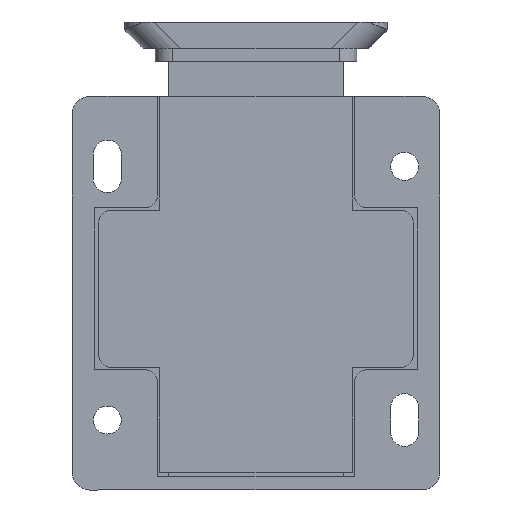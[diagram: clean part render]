
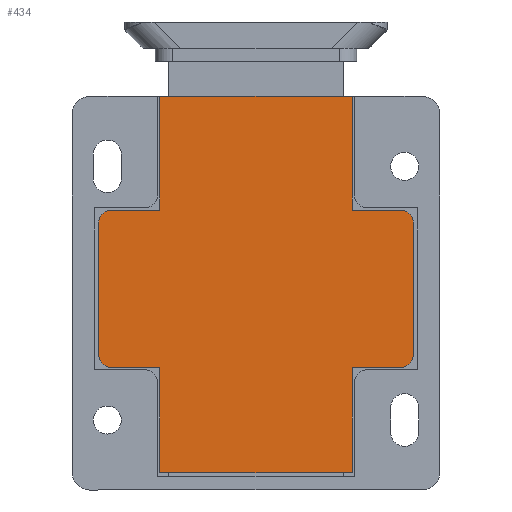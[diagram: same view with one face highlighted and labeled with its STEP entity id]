
A CAD part, front view. The second image highlights one B-rep face of the part: STEP entity #434.
In plain terms, the highlighted face is planar.
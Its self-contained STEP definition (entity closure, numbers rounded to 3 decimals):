
#143 = VERTEX_POINT ( 'NONE', #6706 ) ;
#194 = VERTEX_POINT ( 'NONE', #2509 ) ;
#424 = EDGE_CURVE ( 'NONE', #6923, #6201, #5725, .T. ) ;
#434 = ADVANCED_FACE ( 'NONE', ( #2544 ), #2418, .F. ) ;
#447 = CIRCLE ( 'NONE', #4413, 1.5 ) ;
#706 = EDGE_CURVE ( 'NONE', #1305, #1499, #1240, .T. ) ;
#745 = CARTESIAN_POINT ( 'NONE',  ( 11., -14., 0. ) ) ;
#800 = EDGE_CURVE ( 'NONE', #194, #817, #7165, .T. ) ;
#817 = VERTEX_POINT ( 'NONE', #2617 ) ;
#845 = LINE ( 'NONE', #2332, #6772 ) ;
#858 = DIRECTION ( 'NONE',  ( -1., 0., 0. ) ) ;
#936 = EDGE_CURVE ( 'NONE', #4397, #143, #1521, .T. ) ;
#1029 = LINE ( 'NONE', #5245, #5577 ) ;
#1033 = DIRECTION ( 'NONE',  ( -1., 0., 0. ) ) ;
#1143 = VERTEX_POINT ( 'NONE', #2135 ) ;
#1147 = DIRECTION ( 'NONE',  ( 0., -1., 0. ) ) ;
#1173 = ORIENTED_EDGE ( 'NONE', *, *, #3289, .T. ) ;
#1240 = LINE ( 'NONE', #1925, #4229 ) ;
#1292 = ORIENTED_EDGE ( 'NONE', *, *, #4621, .F. ) ;
#1305 = VERTEX_POINT ( 'NONE', #5614 ) ;
#1312 = VECTOR ( 'NONE', #2767, 1000. ) ;
#1382 = CARTESIAN_POINT ( 'NONE',  ( -18., -15.5, 0. ) ) ;
#1499 = VERTEX_POINT ( 'NONE', #6308 ) ;
#1516 = DIRECTION ( 'NONE',  ( 0., 0., -1. ) ) ;
#1521 = LINE ( 'NONE', #2588, #2921 ) ;
#1542 = ORIENTED_EDGE ( 'NONE', *, *, #2797, .F. ) ;
#1583 = VERTEX_POINT ( 'NONE', #6435 ) ;
#1590 = CARTESIAN_POINT ( 'NONE',  ( -11., 0., 0. ) ) ;
#1645 = DIRECTION ( 'NONE',  ( -1., 0., 0. ) ) ;
#1730 = CARTESIAN_POINT ( 'NONE',  ( -11., 0., 0. ) ) ;
#1772 = VERTEX_POINT ( 'NONE', #2755 ) ;
#1811 = EDGE_CURVE ( 'NONE', #6923, #2552, #4317, .T. ) ;
#1825 = CARTESIAN_POINT ( 'NONE',  ( 0., -45., 0. ) ) ;
#1896 = DIRECTION ( 'NONE',  ( 1., 0., 0. ) ) ;
#1925 = CARTESIAN_POINT ( 'NONE',  ( 0., -32., 0. ) ) ;
#1997 = DIRECTION ( 'NONE',  ( 0., 0., 1. ) ) ;
#2085 = VECTOR ( 'NONE', #858, 1000. ) ;
#2112 = VERTEX_POINT ( 'NONE', #7197 ) ;
#2135 = CARTESIAN_POINT ( 'NONE',  ( 11., -45., 0. ) ) ;
#2161 = DIRECTION ( 'NONE',  ( 0., 0., -1. ) ) ;
#2179 = LINE ( 'NONE', #1730, #6699 ) ;
#2225 = ORIENTED_EDGE ( 'NONE', *, *, #4448, .F. ) ;
#2231 = VECTOR ( 'NONE', #6092, 1000. ) ;
#2284 = CARTESIAN_POINT ( 'NONE',  ( -16.5, -30.5, 0. ) ) ;
#2305 = DIRECTION ( 'NONE',  ( 0., 1., 0. ) ) ;
#2332 = CARTESIAN_POINT ( 'NONE',  ( 11., 0., 0. ) ) ;
#2333 = EDGE_CURVE ( 'NONE', #817, #4397, #2179, .T. ) ;
#2345 = CARTESIAN_POINT ( 'NONE',  ( 18., 0., 0. ) ) ;
#2415 = LINE ( 'NONE', #3998, #6773 ) ;
#2418 = PLANE ( 'NONE',  #4776 ) ;
#2422 = ORIENTED_EDGE ( 'NONE', *, *, #424, .F. ) ;
#2509 = CARTESIAN_POINT ( 'NONE',  ( 11., -2., 0. ) ) ;
#2544 = FACE_OUTER_BOUND ( 'NONE', #3675, .T. ) ;
#2545 = CARTESIAN_POINT ( 'NONE',  ( -18., 0., 0. ) ) ;
#2552 = VERTEX_POINT ( 'NONE', #7267 ) ;
#2588 = CARTESIAN_POINT ( 'NONE',  ( 0., -14., 0. ) ) ;
#2615 = CARTESIAN_POINT ( 'NONE',  ( -11., -14., 0. ) ) ;
#2617 = CARTESIAN_POINT ( 'NONE',  ( -11., -2., 0. ) ) ;
#2755 = CARTESIAN_POINT ( 'NONE',  ( 16.5, -14., 0. ) ) ;
#2767 = DIRECTION ( 'NONE',  ( 0., -1., 0. ) ) ;
#2797 = EDGE_CURVE ( 'NONE', #1499, #3647, #4516, .T. ) ;
#2806 = ORIENTED_EDGE ( 'NONE', *, *, #936, .F. ) ;
#2883 = DIRECTION ( 'NONE',  ( 1., 0., 0. ) ) ;
#2921 = VECTOR ( 'NONE', #1645, 1000. ) ;
#3078 = CIRCLE ( 'NONE', #3561, 1.5 ) ;
#3150 = VERTEX_POINT ( 'NONE', #745 ) ;
#3184 = ORIENTED_EDGE ( 'NONE', *, *, #800, .F. ) ;
#3289 = EDGE_CURVE ( 'NONE', #1772, #6201, #3078, .T. ) ;
#3381 = DIRECTION ( 'NONE',  ( 0., 0., -1. ) ) ;
#3425 = ORIENTED_EDGE ( 'NONE', *, *, #2333, .F. ) ;
#3561 = AXIS2_PLACEMENT_3D ( 'NONE', #5722, #2161, #6299 ) ;
#3647 = VERTEX_POINT ( 'NONE', #6002 ) ;
#3675 = EDGE_LOOP ( 'NONE', ( #7579, #6457, #7574, #2806, #3425, #3184, #1292, #4734, #1173, #2422, #6011, #2225, #7240, #4268, #1542, #7629 ) ) ;
#3709 = VECTOR ( 'NONE', #3862, 1000. ) ;
#3862 = DIRECTION ( 'NONE',  ( 1., 0., 0. ) ) ;
#3993 = LINE ( 'NONE', #1825, #7110 ) ;
#3998 = CARTESIAN_POINT ( 'NONE',  ( 0., -14., 0. ) ) ;
#4030 = EDGE_CURVE ( 'NONE', #1305, #1583, #5777, .T. ) ;
#4105 = EDGE_CURVE ( 'NONE', #1143, #2112, #845, .T. ) ;
#4229 = VECTOR ( 'NONE', #1896, 1000. ) ;
#4268 = ORIENTED_EDGE ( 'NONE', *, *, #7560, .F. ) ;
#4317 = CIRCLE ( 'NONE', #5689, 1.5 ) ;
#4324 = VECTOR ( 'NONE', #5364, 1000. ) ;
#4397 = VERTEX_POINT ( 'NONE', #2615 ) ;
#4413 = AXIS2_PLACEMENT_3D ( 'NONE', #5099, #1516, #5684 ) ;
#4434 = CARTESIAN_POINT ( 'NONE',  ( 0., -2., 0. ) ) ;
#4448 = EDGE_CURVE ( 'NONE', #2112, #2552, #5313, .T. ) ;
#4516 = LINE ( 'NONE', #1590, #1312 ) ;
#4621 = EDGE_CURVE ( 'NONE', #3150, #194, #1029, .T. ) ;
#4734 = ORIENTED_EDGE ( 'NONE', *, *, #5508, .F. ) ;
#4776 = AXIS2_PLACEMENT_3D ( 'NONE', #6769, #1997, #7057 ) ;
#5099 = CARTESIAN_POINT ( 'NONE',  ( -16.5, -15.5, 0. ) ) ;
#5245 = CARTESIAN_POINT ( 'NONE',  ( 11., 0., 0. ) ) ;
#5277 = EDGE_CURVE ( 'NONE', #6405, #143, #447, .T. ) ;
#5313 = LINE ( 'NONE', #7382, #3709 ) ;
#5364 = DIRECTION ( 'NONE',  ( 0., 1., 0. ) ) ;
#5501 = AXIS2_PLACEMENT_3D ( 'NONE', #2284, #6425, #2883 ) ;
#5508 = EDGE_CURVE ( 'NONE', #1772, #3150, #2415, .T. ) ;
#5514 = CARTESIAN_POINT ( 'NONE',  ( 18., -30.5, 0. ) ) ;
#5577 = VECTOR ( 'NONE', #6396, 1000. ) ;
#5614 = CARTESIAN_POINT ( 'NONE',  ( -16.5, -32., 0. ) ) ;
#5684 = DIRECTION ( 'NONE',  ( 1., 0., 0. ) ) ;
#5689 = AXIS2_PLACEMENT_3D ( 'NONE', #6915, #3381, #7500 ) ;
#5722 = CARTESIAN_POINT ( 'NONE',  ( 16.5, -15.5, 0. ) ) ;
#5725 = LINE ( 'NONE', #2345, #4324 ) ;
#5777 = CIRCLE ( 'NONE', #5501, 1.5 ) ;
#5910 = CARTESIAN_POINT ( 'NONE',  ( 18., -15.5, 0. ) ) ;
#5982 = DIRECTION ( 'NONE',  ( 1., 0., 0. ) ) ;
#6002 = CARTESIAN_POINT ( 'NONE',  ( -11., -45., 0. ) ) ;
#6011 = ORIENTED_EDGE ( 'NONE', *, *, #1811, .T. ) ;
#6092 = DIRECTION ( 'NONE',  ( 0., -1., 0. ) ) ;
#6201 = VERTEX_POINT ( 'NONE', #5910 ) ;
#6299 = DIRECTION ( 'NONE',  ( 1., 0., 0. ) ) ;
#6308 = CARTESIAN_POINT ( 'NONE',  ( -11., -32., 0. ) ) ;
#6396 = DIRECTION ( 'NONE',  ( 0., 1., 0. ) ) ;
#6405 = VERTEX_POINT ( 'NONE', #1382 ) ;
#6425 = DIRECTION ( 'NONE',  ( 0., 0., -1. ) ) ;
#6435 = CARTESIAN_POINT ( 'NONE',  ( -18., -30.5, 0. ) ) ;
#6457 = ORIENTED_EDGE ( 'NONE', *, *, #7276, .F. ) ;
#6699 = VECTOR ( 'NONE', #1147, 1000. ) ;
#6706 = CARTESIAN_POINT ( 'NONE',  ( -16.5, -14., 0. ) ) ;
#6754 = LINE ( 'NONE', #2545, #2231 ) ;
#6769 = CARTESIAN_POINT ( 'NONE',  ( 0., 0., 0. ) ) ;
#6772 = VECTOR ( 'NONE', #2305, 1000. ) ;
#6773 = VECTOR ( 'NONE', #1033, 1000. ) ;
#6915 = CARTESIAN_POINT ( 'NONE',  ( 16.5, -30.5, 0. ) ) ;
#6923 = VERTEX_POINT ( 'NONE', #5514 ) ;
#7057 = DIRECTION ( 'NONE',  ( 1., 0., 0. ) ) ;
#7110 = VECTOR ( 'NONE', #5982, 1000. ) ;
#7165 = LINE ( 'NONE', #4434, #2085 ) ;
#7197 = CARTESIAN_POINT ( 'NONE',  ( 11., -32., 0. ) ) ;
#7240 = ORIENTED_EDGE ( 'NONE', *, *, #4105, .F. ) ;
#7267 = CARTESIAN_POINT ( 'NONE',  ( 16.5, -32., 0. ) ) ;
#7276 = EDGE_CURVE ( 'NONE', #6405, #1583, #6754, .T. ) ;
#7382 = CARTESIAN_POINT ( 'NONE',  ( 0., -32., 0. ) ) ;
#7500 = DIRECTION ( 'NONE',  ( 1., 0., 0. ) ) ;
#7560 = EDGE_CURVE ( 'NONE', #3647, #1143, #3993, .T. ) ;
#7574 = ORIENTED_EDGE ( 'NONE', *, *, #5277, .T. ) ;
#7579 = ORIENTED_EDGE ( 'NONE', *, *, #4030, .T. ) ;
#7629 = ORIENTED_EDGE ( 'NONE', *, *, #706, .F. ) ;
